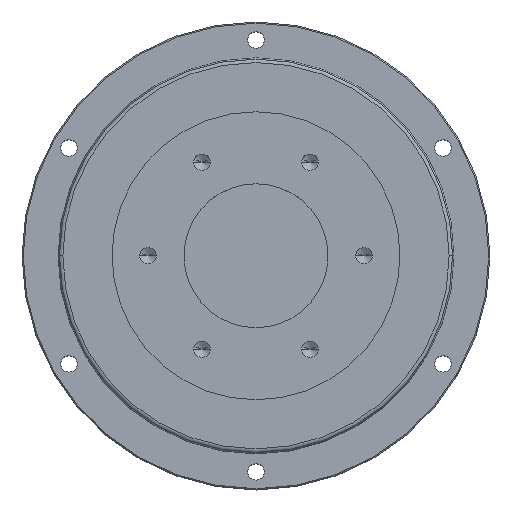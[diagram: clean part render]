
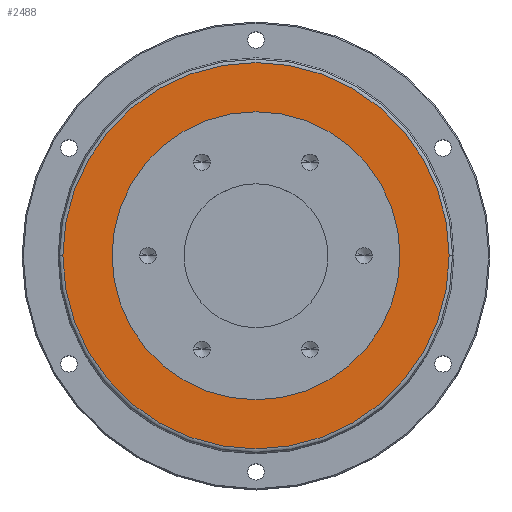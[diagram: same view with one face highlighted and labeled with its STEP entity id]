
A CAD part, top view. The second image highlights one B-rep face of the part: STEP entity #2488.
In plain terms, the highlighted planar face has unit normal (0, 0, 1).
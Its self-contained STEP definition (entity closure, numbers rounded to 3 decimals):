
#711=CARTESIAN_POINT('',(0.,0.,70.));
#712=DIRECTION('',(0.,0.,1.));
#713=DIRECTION('',(1.,0.,0.));
#714=AXIS2_PLACEMENT_3D('',#711,#712,#713);
#716=CARTESIAN_POINT('',(0.,0.,70.));
#717=DIRECTION('',(0.,0.,1.));
#718=DIRECTION('',(-1.,0.,0.));
#719=AXIS2_PLACEMENT_3D('',#716,#717,#718);
#721=CARTESIAN_POINT('',(0.,0.,70.));
#722=DIRECTION('',(0.,0.,-1.));
#723=DIRECTION('',(1.,0.,0.));
#724=AXIS2_PLACEMENT_3D('',#721,#722,#723);
#726=CARTESIAN_POINT('',(0.,0.,70.));
#727=DIRECTION('',(0.,0.,-1.));
#728=DIRECTION('',(-1.,0.,0.));
#729=AXIS2_PLACEMENT_3D('',#726,#727,#728);
#1261=CARTESIAN_POINT('',(-80.5,0.,70.));
#1262=VERTEX_POINT('',#1261);
#1263=CARTESIAN_POINT('',(80.5,0.,70.));
#1264=VERTEX_POINT('',#1263);
#1334=CARTESIAN_POINT('',(-60.,0.,70.));
#1336=VERTEX_POINT('',#1334);
#1338=CARTESIAN_POINT('',(60.,0.,70.));
#1340=VERTEX_POINT('',#1338);
#2472=CARTESIAN_POINT('',(0.,0.,70.));
#2473=DIRECTION('',(0.,0.,1.));
#2474=DIRECTION('',(1.,0.,0.));
#2475=AXIS2_PLACEMENT_3D('',#2472,#2473,#2474);
#2476=PLANE('',#2475);
#2477=ORIENTED_EDGE('',*,*,#2462,.F.);
#2479=ORIENTED_EDGE('',*,*,#2478,.F.);
#2480=EDGE_LOOP('',(#2477,#2479));
#2481=FACE_OUTER_BOUND('',#2480,.F.);
#2483=ORIENTED_EDGE('',*,*,#2482,.F.);
#2485=ORIENTED_EDGE('',*,*,#2484,.F.);
#2486=EDGE_LOOP('',(#2483,#2485));
#2487=FACE_BOUND('',#2486,.F.);
#2488=ADVANCED_FACE('',(#2481,#2487),#2476,.T.);
#715=CIRCLE('',#714,80.5);
#720=CIRCLE('',#719,80.5);
#725=CIRCLE('',#724,60.);
#730=CIRCLE('',#729,60.);
#2462=EDGE_CURVE('',#1264,#1262,#715,.T.);
#2478=EDGE_CURVE('',#1262,#1264,#720,.T.);
#2482=EDGE_CURVE('',#1340,#1336,#725,.T.);
#2484=EDGE_CURVE('',#1336,#1340,#730,.T.);
